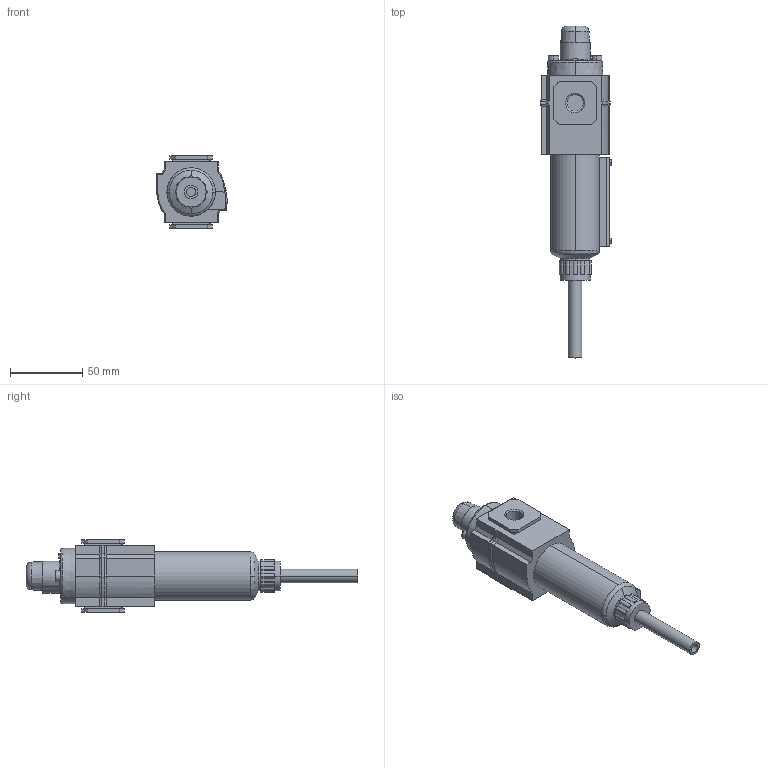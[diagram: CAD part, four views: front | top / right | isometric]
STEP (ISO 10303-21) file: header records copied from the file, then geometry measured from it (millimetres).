
FILE_DESCRIPTION (( 'STEP AP214' ), '1' );
FILE_NAME ('Norgren-F72C-2AD-SD0.STEP', '2020-12-08T14:04:57', ( '' ), ( '' ), 'SwSTEP 2.0', 'SolidWorks 2020', '' );
FILE_SCHEMA (( 'AUTOMOTIVE_DESIGN' ));
Length unit declared in the file: millimetre
Products named in the file (5): F72_ss_04; F72_ss_41_1-4; Norgren-F72C-2AD-SD0; F72_ss_06; F72_5797-50
Assembly tree (4 placements, depth 2):
  Norgren-F72C-2AD-SD0
    F72_ss_41_1-4
    F72_ss_06
    F72_ss_04
    F72_5797-50
Bounding box: 49.64 x 229.6 x 50.25 mm (x, y, z)
Volume: 195075.1 mm3; surface area: 36785.5 mm2
Topology: 5 solids, 5 shells, 267 faces, 650 edges, 411 vertices
Faces by surface type: plane 143, cylinder 81, bspline 20, cone 12, torus 11
Entity records: 10205 total; most frequent: CARTESIAN_POINT 1902, DIRECTION 1322, ORIENTED_EDGE 1300, EDGE_CURVE 650, AXIS2_PLACEMENT_3D 467, VERTEX_POINT 411, VECTOR 388, LINE 388
